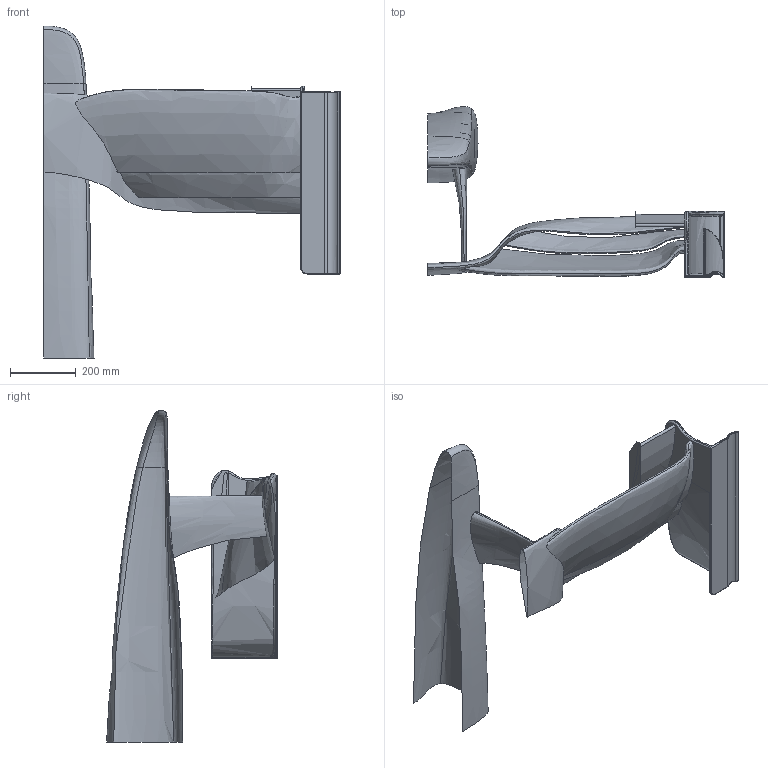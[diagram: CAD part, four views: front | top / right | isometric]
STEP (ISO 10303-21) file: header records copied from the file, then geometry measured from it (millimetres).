
FILE_DESCRIPTION( ( 'STEP Version 203' ), '1' );
FILE_NAME( 'race_car_nose.stp', '02/13/24 13:11:40', ( 'dgresch' ), ( ' ' ), 'PSStep 21.0.47', 'DesignModeler STEP Output', ' ' );
FILE_SCHEMA( ( 'CONFIG_CONTROL_DESIGN' ) );
Length unit declared in the file: metre
Products named in the file (2): 1; 2
Bounding box: 900 x 518.97 x 1009.01 mm (x, y, z)
Surface area: 1707455.1 mm2 (no closed solid volume)
Topology: 0 solids, 141 shells, 141 faces, 675 edges, 664 vertices
Faces by surface type: bspline 69, cylinder 34, plane 17, torus 14, extrusion 7
Entity records: 33996 total; most frequent: CARTESIAN_POINT 29617, DIRECTION 699, ORIENTED_EDGE 664, EDGE_CURVE 664, VERTEX_POINT 664, B_SPLINE_CURVE_WITH_KNOTS 322, AXIS2_PLACEMENT_3D 277, CIRCLE 207
